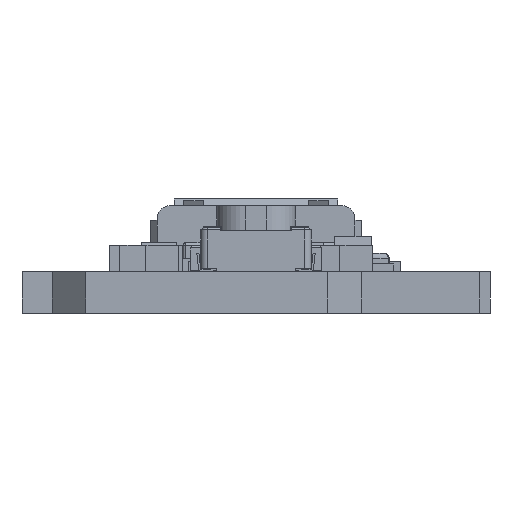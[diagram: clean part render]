
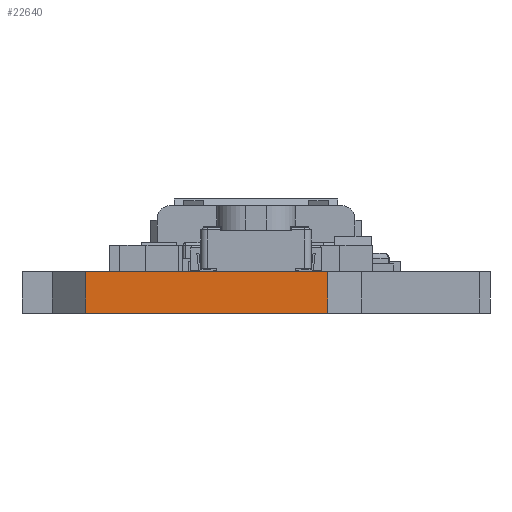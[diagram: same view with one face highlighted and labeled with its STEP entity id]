
A CAD part, front view. The second image highlights one B-rep face of the part: STEP entity #22640.
In plain terms, the highlighted planar face has unit normal (0, -1, 0).
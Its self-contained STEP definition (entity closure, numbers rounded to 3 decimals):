
#361=PLANE('',#24165);
#1317=FACE_OUTER_BOUND('',#2532,.T.);
#2532=EDGE_LOOP('',(#15361,#15362,#15363,#15364));
#3905=LINE('',#32554,#6568);
#3906=LINE('',#32557,#6569);
#3907=LINE('',#32559,#6570);
#3908=LINE('',#32560,#6571);
#6568=VECTOR('',#26299,10.);
#6569=VECTOR('',#26302,10.);
#6570=VECTOR('',#26303,10.);
#6571=VECTOR('',#26304,10.);
#9870=VERTEX_POINT('',#32550);
#9871=VERTEX_POINT('',#32552);
#9872=VERTEX_POINT('',#32556);
#9873=VERTEX_POINT('',#32558);
#12036=EDGE_CURVE('',#9870,#9871,#3905,.T.);
#12037=EDGE_CURVE('',#9872,#9870,#3906,.T.);
#12038=EDGE_CURVE('',#9873,#9871,#3907,.T.);
#12039=EDGE_CURVE('',#9872,#9873,#3908,.T.);
#15361=ORIENTED_EDGE('',*,*,#12037,.T.);
#15362=ORIENTED_EDGE('',*,*,#12036,.T.);
#15363=ORIENTED_EDGE('',*,*,#12038,.F.);
#15364=ORIENTED_EDGE('',*,*,#12039,.F.);
#22640=ADVANCED_FACE('',(#1317),#361,.T.);
#24165=AXIS2_PLACEMENT_3D('',#32555,#26300,#26301);
#26299=DIRECTION('',(0.,0.,1.));
#26300=DIRECTION('center_axis',(0.,-1.,0.));
#26301=DIRECTION('ref_axis',(1.,0.,0.));
#26302=DIRECTION('',(1.,0.,0.));
#26303=DIRECTION('',(1.,0.,0.));
#26304=DIRECTION('',(0.,0.,1.));
#32550=CARTESIAN_POINT('',(2.73,-1.27,0.));
#32552=CARTESIAN_POINT('',(2.73,-1.27,1.57));
#32554=CARTESIAN_POINT('',(2.73,-1.27,0.));
#32555=CARTESIAN_POINT('Origin',(-6.477,-1.27,0.));
#32556=CARTESIAN_POINT('',(-6.477,-1.27,0.));
#32557=CARTESIAN_POINT('',(-6.477,-1.27,0.));
#32558=CARTESIAN_POINT('',(-6.477,-1.27,1.57));
#32559=CARTESIAN_POINT('',(-6.477,-1.27,1.57));
#32560=CARTESIAN_POINT('',(-6.477,-1.27,0.));
